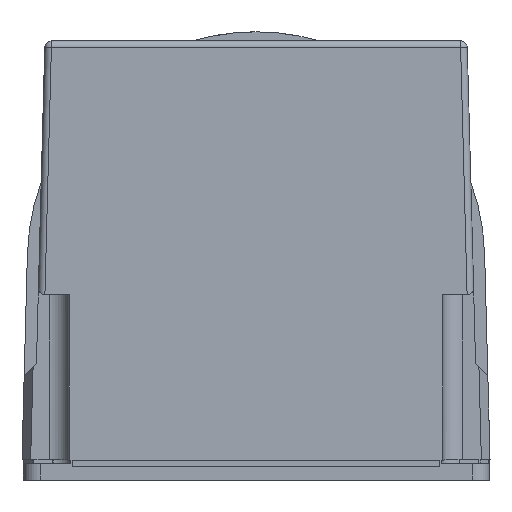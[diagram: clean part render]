
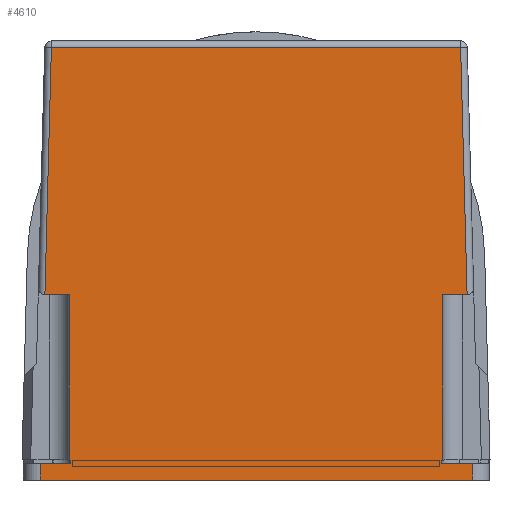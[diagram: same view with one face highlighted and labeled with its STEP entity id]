
A CAD part, front view. The second image highlights one B-rep face of the part: STEP entity #4610.
In plain terms, the highlighted planar face has unit normal (0, -1, 0).
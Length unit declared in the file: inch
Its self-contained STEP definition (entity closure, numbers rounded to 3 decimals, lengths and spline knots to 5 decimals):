
#777=CARTESIAN_POINT('',(2.49551,-4.42539,-3.19987));
#778=CARTESIAN_POINT('',(2.46384,-4.42539,-3.19987));
#779=CARTESIAN_POINT('',(2.40049,-4.42547,-3.19987));
#780=CARTESIAN_POINT('',(2.30547,-4.42547,-3.19987));
#781=CARTESIAN_POINT('',(2.24213,-4.42539,-3.19987));
#782=CARTESIAN_POINT('',(2.21046,-4.42539,-3.19987));
#799=CARTESIAN_POINT('',(-2.49757,-4.42539,
-3.19984));
#800=CARTESIAN_POINT('',(-2.49734,-4.42539,
-3.19985));
#801=CARTESIAN_POINT('',(-2.49688,-4.42547,
-3.19986));
#802=CARTESIAN_POINT('',(-2.4962,-4.42547,
-3.19986));
#803=CARTESIAN_POINT('',(-2.49574,-4.42539,
-3.19987));
#804=CARTESIAN_POINT('',(-2.49551,-4.42539,
-3.19987));
#806=DIRECTION('',(-0.026,0.,-1.));
#807=VECTOR('',#806,2.92525);
#808=CARTESIAN_POINT('',(-2.421,-4.42542,
-0.27559));
#809=LINE('',#808,#807);
#810=DIRECTION('',(-1.,0.,0.));
#811=VECTOR('',#810,4.84199);
#812=CARTESIAN_POINT('',(2.421,-4.42542,
-0.27559));
#813=LINE('',#812,#811);
#814=DIRECTION('',(-0.026,0.,1.));
#815=VECTOR('',#814,2.92525);
#816=CARTESIAN_POINT('',(2.49757,-4.42539,-3.19984));
#817=LINE('',#816,#815);
#818=CARTESIAN_POINT('',(2.49551,-4.42539,-3.19987));
#819=CARTESIAN_POINT('',(2.49574,-4.42539,-3.19987));
#820=CARTESIAN_POINT('',(2.4962,-4.42547,-3.19986));
#821=CARTESIAN_POINT('',(2.49688,-4.42547,-3.19986));
#822=CARTESIAN_POINT('',(2.49734,-4.42539,-3.19985));
#823=CARTESIAN_POINT('',(2.49757,-4.42539,-3.19984));
#825=DIRECTION('',(1.,0.,0.));
#826=VECTOR('',#825,5.11811);
#827=CARTESIAN_POINT('',(-2.554,-4.42535,
-5.3937));
#828=LINE('',#827,#826);
#834=DIRECTION('',(0.,0.,1.));
#835=VECTOR('',#834,0.03937);
#836=CARTESIAN_POINT('',(-2.18983,-4.42536,
-5.19685));
#837=LINE('',#836,#835);
#862=DIRECTION('',(-1.,0.,0.));
#863=VECTOR('',#862,0.02063);
#864=CARTESIAN_POINT('',(-2.18983,-4.42536,
-5.15748));
#865=LINE('',#864,#863);
#2125=DIRECTION('',(1.,0.,0.));
#2126=VECTOR('',#2125,0.36417);
#2127=CARTESIAN_POINT('',(-2.554,-4.42536,
-5.19685));
#2128=LINE('',#2127,#2126);
#2167=DIRECTION('',(0.,0.,1.));
#2168=VECTOR('',#2167,0.19685);
#2169=CARTESIAN_POINT('',(-2.554,-4.42535,
-5.3937));
#2170=LINE('',#2169,#2168);
#2230=DIRECTION('',(0.,0.,-1.));
#2231=VECTOR('',#2230,0.19685);
#2232=CARTESIAN_POINT('',(2.56411,-4.42536,
-5.19685));
#2233=LINE('',#2232,#2231);
#2234=DIRECTION('',(1.,0.,0.));
#2235=VECTOR('',#2234,0.36417);
#2236=CARTESIAN_POINT('',(2.19993,-4.42536,
-5.19685));
#2237=LINE('',#2236,#2235);
#2285=DIRECTION('',(0.,0.,-1.));
#2286=VECTOR('',#2285,0.03937);
#2287=CARTESIAN_POINT('',(2.19993,-4.42536,
-5.15748));
#2288=LINE('',#2287,#2286);
#2289=DIRECTION('',(-1.,0.,0.));
#2290=VECTOR('',#2289,0.01052);
#2291=CARTESIAN_POINT('',(2.21046,-4.42536,
-5.15748));
#2292=LINE('',#2291,#2290);
#2318=DIRECTION('',(0.,0.,-1.));
#2319=VECTOR('',#2318,1.95761);
#2320=CARTESIAN_POINT('',(2.21046,-4.42539,
-3.19987));
#2321=LINE('',#2320,#2319);
#2750=CARTESIAN_POINT('',(-2.21046,-4.42539,
-3.19987));
#2751=CARTESIAN_POINT('',(-2.24213,-4.42539,
-3.19987));
#2752=CARTESIAN_POINT('',(-2.30547,-4.42547,
-3.19987));
#2753=CARTESIAN_POINT('',(-2.40049,-4.42547,
-3.19987));
#2754=CARTESIAN_POINT('',(-2.46384,-4.42539,
-3.19987));
#2755=CARTESIAN_POINT('',(-2.49551,-4.42539,
-3.19987));
#2771=DIRECTION('',(0.,0.,1.));
#2772=VECTOR('',#2771,1.95761);
#2773=CARTESIAN_POINT('',(-2.21046,-4.42536,
-5.15748));
#2774=LINE('',#2773,#2772);
#3158=CARTESIAN_POINT('',(2.56411,-4.42535,
-5.3937));
#3159=VERTEX_POINT('',#3158);
#3160=CARTESIAN_POINT('',(-2.554,-4.42535,
-5.3937));
#3161=VERTEX_POINT('',#3160);
#3220=CARTESIAN_POINT('',(2.56411,-4.42536,
-5.19685));
#3222=VERTEX_POINT('',#3220);
#3224=CARTESIAN_POINT('',(2.19993,-4.42536,
-5.19685));
#3225=VERTEX_POINT('',#3224);
#3253=CARTESIAN_POINT('',(-2.554,-4.42536,
-5.19685));
#3255=VERTEX_POINT('',#3253);
#3274=CARTESIAN_POINT('',(-2.18983,-4.42536,
-5.19685));
#3275=VERTEX_POINT('',#3274);
#3284=CARTESIAN_POINT('',(-2.18983,-4.42536,
-5.15748));
#3286=VERTEX_POINT('',#3284);
#3291=CARTESIAN_POINT('',(2.19993,-4.42536,
-5.15748));
#3292=VERTEX_POINT('',#3291);
#3350=CARTESIAN_POINT('',(2.21046,-4.42536,
-5.15748));
#3351=VERTEX_POINT('',#3350);
#3352=CARTESIAN_POINT('',(-2.21046,-4.42536,
-5.15748));
#3353=VERTEX_POINT('',#3352);
#3367=CARTESIAN_POINT('',(-2.21046,-4.42539,
-3.19987));
#3368=VERTEX_POINT('',#3367);
#3369=CARTESIAN_POINT('',(2.21046,-4.42539,
-3.19987));
#3370=VERTEX_POINT('',#3369);
#3469=CARTESIAN_POINT('',(2.49551,-4.42539,
-3.19987));
#3471=VERTEX_POINT('',#3469);
#3473=VERTEX_POINT('',#823);
#3478=CARTESIAN_POINT('',(2.421,-4.42542,
-0.27559));
#3479=VERTEX_POINT('',#3478);
#3480=CARTESIAN_POINT('',(-2.421,-4.42542,
-0.27559));
#3481=VERTEX_POINT('',#3480);
#3484=CARTESIAN_POINT('',(-2.49757,-4.42539,
-3.19984));
#3485=VERTEX_POINT('',#3484);
#3488=VERTEX_POINT('',#804);
#4569=CARTESIAN_POINT('',(-2.45558,-4.42558,
-0.47244));
#4570=DIRECTION('',(0.,-1.,0.));
#4571=DIRECTION('',(0.,0.,-1.));
#4572=AXIS2_PLACEMENT_3D('',#4569,#4570,#4571);
#4573=PLANE('',#4572);
#4575=ORIENTED_EDGE('',*,*,#4574,.T.);
#4577=ORIENTED_EDGE('',*,*,#4576,.T.);
#4579=ORIENTED_EDGE('',*,*,#4578,.T.);
#4581=ORIENTED_EDGE('',*,*,#4580,.T.);
#4583=ORIENTED_EDGE('',*,*,#4582,.F.);
#4585=ORIENTED_EDGE('',*,*,#4584,.F.);
#4587=ORIENTED_EDGE('',*,*,#4586,.F.);
#4589=ORIENTED_EDGE('',*,*,#4588,.F.);
#4590=ORIENTED_EDGE('',*,*,#4559,.F.);
#4591=ORIENTED_EDGE('',*,*,#4548,.T.);
#4593=ORIENTED_EDGE('',*,*,#4592,.T.);
#4595=ORIENTED_EDGE('',*,*,#4594,.T.);
#4597=ORIENTED_EDGE('',*,*,#4596,.T.);
#4599=ORIENTED_EDGE('',*,*,#4598,.T.);
#4601=ORIENTED_EDGE('',*,*,#4600,.T.);
#4603=ORIENTED_EDGE('',*,*,#4602,.F.);
#4605=ORIENTED_EDGE('',*,*,#4604,.T.);
#4607=ORIENTED_EDGE('',*,*,#4606,.T.);
#4608=EDGE_LOOP('',(#4575,#4577,#4579,#4581,#4583,#4585,#4587,#4589,#4590,#4591,
#4593,#4595,#4597,#4599,#4601,#4603,#4605,#4607));
#4609=FACE_OUTER_BOUND('',#4608,.F.);
#4610=ADVANCED_FACE('',(#4609),#4573,.T.);
#783=B_SPLINE_CURVE_WITH_KNOTS('',3,(#777,#778,#779,#780,#781,#782),
.UNSPECIFIED.,.F.,.F.,(4,1,1,4),(0.,0.33333,0.66667,1.),
.UNSPECIFIED.);
#805=B_SPLINE_CURVE_WITH_KNOTS('',3,(#799,#800,#801,#802,#803,#804),
.UNSPECIFIED.,.F.,.F.,(4,1,1,4),(0.,0.33333,0.66667,1.),
.UNSPECIFIED.);
#824=B_SPLINE_CURVE_WITH_KNOTS('',3,(#818,#819,#820,#821,#822,#823),
.UNSPECIFIED.,.F.,.F.,(4,1,1,4),(0.,0.33333,0.66667,1.),
.UNSPECIFIED.);
#2756=B_SPLINE_CURVE_WITH_KNOTS('',3,(#2750,#2751,#2752,#2753,#2754,#2755),
.UNSPECIFIED.,.F.,.F.,(4,1,1,4),(0.,0.33333,0.66667,1.),
.UNSPECIFIED.);
#4548=EDGE_CURVE('',#3471,#3370,#783,.T.);
#4559=EDGE_CURVE('',#3471,#3473,#824,.T.);
#4574=EDGE_CURVE('',#3275,#3286,#837,.T.);
#4576=EDGE_CURVE('',#3286,#3353,#865,.T.);
#4578=EDGE_CURVE('',#3353,#3368,#2774,.T.);
#4580=EDGE_CURVE('',#3368,#3488,#2756,.T.);
#4582=EDGE_CURVE('',#3485,#3488,#805,.T.);
#4584=EDGE_CURVE('',#3481,#3485,#809,.T.);
#4586=EDGE_CURVE('',#3479,#3481,#813,.T.);
#4588=EDGE_CURVE('',#3473,#3479,#817,.T.);
#4592=EDGE_CURVE('',#3370,#3351,#2321,.T.);
#4594=EDGE_CURVE('',#3351,#3292,#2292,.T.);
#4596=EDGE_CURVE('',#3292,#3225,#2288,.T.);
#4598=EDGE_CURVE('',#3225,#3222,#2237,.T.);
#4600=EDGE_CURVE('',#3222,#3159,#2233,.T.);
#4602=EDGE_CURVE('',#3161,#3159,#828,.T.);
#4604=EDGE_CURVE('',#3161,#3255,#2170,.T.);
#4606=EDGE_CURVE('',#3255,#3275,#2128,.T.);
